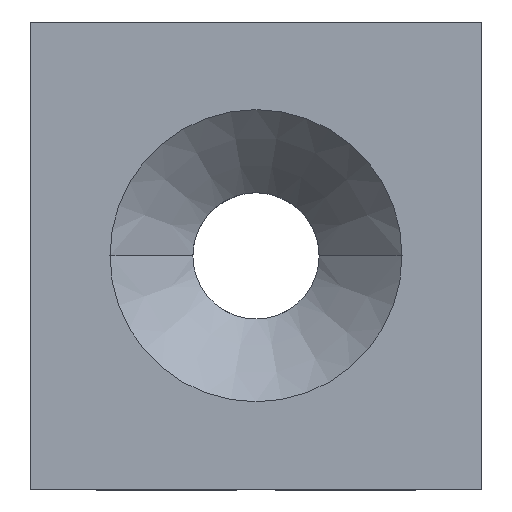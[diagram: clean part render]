
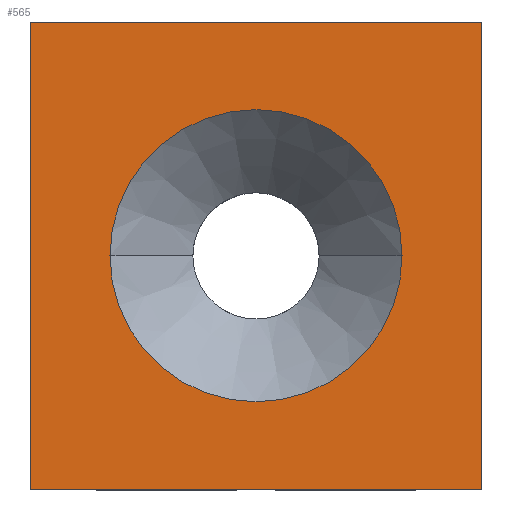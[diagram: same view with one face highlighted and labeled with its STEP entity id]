
A CAD part, top view. The second image highlights one B-rep face of the part: STEP entity #565.
In plain terms, the highlighted planar face has unit normal (0, 0, 1).
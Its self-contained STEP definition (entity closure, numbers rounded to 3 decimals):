
#6 = LINE ( 'NONE', #517, #1113 ) ;
#29 = FACE_BOUND ( 'NONE', #453, .T. ) ;
#35 = CARTESIAN_POINT ( 'NONE',  ( 5.8, -6., 0. ) ) ;
#86 = CARTESIAN_POINT ( 'NONE',  ( 5.8, 6., 0. ) ) ;
#139 = DIRECTION ( 'NONE',  ( 1., 0., 0. ) ) ;
#150 = EDGE_CURVE ( 'NONE', #834, #282, #1184, .T. ) ;
#221 = LINE ( 'NONE', #86, #835 ) ;
#251 = EDGE_CURVE ( 'NONE', #282, #834, #433, .T. ) ;
#252 = VERTEX_POINT ( 'NONE', #1002 ) ;
#261 = AXIS2_PLACEMENT_3D ( 'NONE', #673, #367, #139 ) ;
#282 = VERTEX_POINT ( 'NONE', #695 ) ;
#302 = ORIENTED_EDGE ( 'NONE', *, *, #725, .F. ) ;
#345 = EDGE_CURVE ( 'NONE', #606, #252, #874, .T. ) ;
#367 = DIRECTION ( 'NONE',  ( 0., 0., -1. ) ) ;
#384 = DIRECTION ( 'NONE',  ( 0., 1., 0. ) ) ;
#417 = DIRECTION ( 'NONE',  ( -1., 0., 0. ) ) ;
#433 = CIRCLE ( 'NONE', #860, 3.75 ) ;
#453 = EDGE_LOOP ( 'NONE', ( #633, #923 ) ) ;
#517 = CARTESIAN_POINT ( 'NONE',  ( 5.8, 6., 0. ) ) ;
#550 = CARTESIAN_POINT ( 'NONE',  ( 5.8, 6., 0. ) ) ;
#558 = VECTOR ( 'NONE', #1331, 1000. ) ;
#560 = VECTOR ( 'NONE', #384, 1000. ) ;
#565 = ADVANCED_FACE ( 'NONE', ( #29, #1242 ), #1158, .F. ) ;
#584 = DIRECTION ( 'NONE',  ( 0., 0., -1. ) ) ;
#606 = VERTEX_POINT ( 'NONE', #1260 ) ;
#632 = DIRECTION ( 'NONE',  ( 0., 0., -1. ) ) ;
#633 = ORIENTED_EDGE ( 'NONE', *, *, #251, .T. ) ;
#673 = CARTESIAN_POINT ( 'NONE',  ( 0., 0., 0. ) ) ;
#684 = VERTEX_POINT ( 'NONE', #35 ) ;
#695 = CARTESIAN_POINT ( 'NONE',  ( 3.75, 0., 0. ) ) ;
#713 = DIRECTION ( 'NONE',  ( 0., -1., 0. ) ) ;
#725 = EDGE_CURVE ( 'NONE', #684, #606, #1114, .T. ) ;
#834 = VERTEX_POINT ( 'NONE', #1244 ) ;
#835 = VECTOR ( 'NONE', #417, 1000. ) ;
#845 = DIRECTION ( 'NONE',  ( -1., 0., 0. ) ) ;
#849 = EDGE_LOOP ( 'NONE', ( #1008, #882, #1310, #302 ) ) ;
#860 = AXIS2_PLACEMENT_3D ( 'NONE', #894, #584, #1322 ) ;
#874 = LINE ( 'NONE', #1021, #560 ) ;
#882 = ORIENTED_EDGE ( 'NONE', *, *, #1373, .T. ) ;
#894 = CARTESIAN_POINT ( 'NONE',  ( 0., 0., 0. ) ) ;
#923 = ORIENTED_EDGE ( 'NONE', *, *, #150, .T. ) ;
#1002 = CARTESIAN_POINT ( 'NONE',  ( -5.8, 6., 0. ) ) ;
#1008 = ORIENTED_EDGE ( 'NONE', *, *, #1318, .F. ) ;
#1021 = CARTESIAN_POINT ( 'NONE',  ( -5.8, 6., 0. ) ) ;
#1113 = VECTOR ( 'NONE', #713, 1000. ) ;
#1114 = LINE ( 'NONE', #1201, #558 ) ;
#1158 = PLANE ( 'NONE',  #1203 ) ;
#1184 = CIRCLE ( 'NONE', #261, 3.75 ) ;
#1201 = CARTESIAN_POINT ( 'NONE',  ( 5.8, -6., 0. ) ) ;
#1203 = AXIS2_PLACEMENT_3D ( 'NONE', #550, #632, #845 ) ;
#1242 = FACE_OUTER_BOUND ( 'NONE', #849, .T. ) ;
#1244 = CARTESIAN_POINT ( 'NONE',  ( -3.75, 0., 0. ) ) ;
#1260 = CARTESIAN_POINT ( 'NONE',  ( -5.8, -6., 0. ) ) ;
#1268 = VERTEX_POINT ( 'NONE', #1341 ) ;
#1310 = ORIENTED_EDGE ( 'NONE', *, *, #345, .F. ) ;
#1318 = EDGE_CURVE ( 'NONE', #1268, #684, #6, .T. ) ;
#1322 = DIRECTION ( 'NONE',  ( 1., 0., 0. ) ) ;
#1331 = DIRECTION ( 'NONE',  ( -1., 0., 0. ) ) ;
#1341 = CARTESIAN_POINT ( 'NONE',  ( 5.8, 6., 0. ) ) ;
#1373 = EDGE_CURVE ( 'NONE', #1268, #252, #221, .T. ) ;
